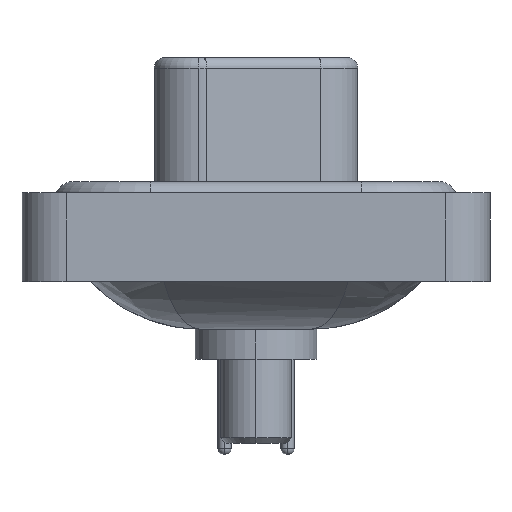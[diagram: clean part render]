
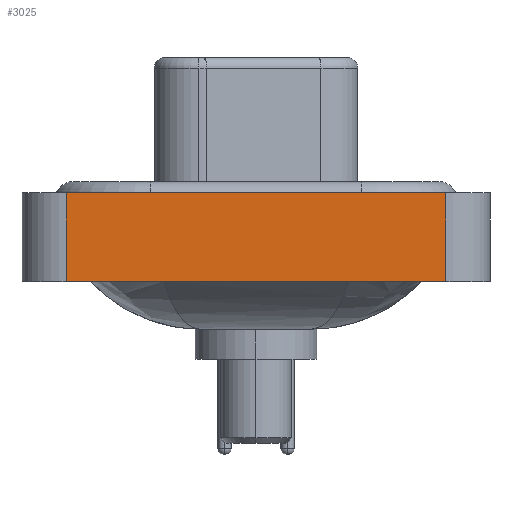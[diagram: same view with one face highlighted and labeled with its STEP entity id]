
A CAD part, left-side view. The second image highlights one B-rep face of the part: STEP entity #3025.
In plain terms, the highlighted planar face has unit normal (-1, 0, 0).
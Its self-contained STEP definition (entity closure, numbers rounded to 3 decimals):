
#134 = DIRECTION ( 'NONE',  ( 0., -1., 0. ) ) ;
#2506 = DIRECTION ( 'NONE',  ( -1., 0., 0. ) ) ;
#2572 = CARTESIAN_POINT ( 'NONE',  ( -7.35, 8.55, -3.6 ) ) ;
#2830 = EDGE_CURVE ( 'NONE', #17053, #12320, #10154, .T. ) ;
#3025 = ADVANCED_FACE ( 'NONE', ( #7491 ), #12610, .T. ) ;
#4393 = LINE ( 'NONE', #14377, #14319 ) ;
#4498 = DIRECTION ( 'NONE',  ( 0., -1., 0. ) ) ;
#5611 = DIRECTION ( 'NONE',  ( 0., 0., 1. ) ) ;
#6377 = AXIS2_PLACEMENT_3D ( 'NONE', #17656, #2506, #5611 ) ;
#6955 = CARTESIAN_POINT ( 'NONE',  ( -7.35, -8.55, 0.4 ) ) ;
#7491 = FACE_OUTER_BOUND ( 'NONE', #15718, .T. ) ;
#7926 = CARTESIAN_POINT ( 'NONE',  ( -7.35, 8.55, 0.4 ) ) ;
#8223 = EDGE_CURVE ( 'NONE', #15066, #15637, #4393, .T. ) ;
#10154 = LINE ( 'NONE', #6955, #16670 ) ;
#10261 = CARTESIAN_POINT ( 'NONE',  ( -7.35, 8.55, -3.6 ) ) ;
#11641 = EDGE_CURVE ( 'NONE', #15066, #17053, #15469, .T. ) ;
#12320 = VERTEX_POINT ( 'NONE', #18900 ) ;
#12610 = PLANE ( 'NONE',  #6377 ) ;
#13111 = ORIENTED_EDGE ( 'NONE', *, *, #8223, .T. ) ;
#14319 = VECTOR ( 'NONE', #4498, 1000. ) ;
#14377 = CARTESIAN_POINT ( 'NONE',  ( -7.35, -8.55, -3.6 ) ) ;
#14390 = VECTOR ( 'NONE', #18648, 1000. ) ;
#15066 = VERTEX_POINT ( 'NONE', #2572 ) ;
#15469 = LINE ( 'NONE', #10261, #14390 ) ;
#15637 = VERTEX_POINT ( 'NONE', #20184 ) ;
#15718 = EDGE_LOOP ( 'NONE', ( #17358, #21256, #18118, #13111 ) ) ;
#16051 = EDGE_CURVE ( 'NONE', #15637, #12320, #21394, .T. ) ;
#16214 = DIRECTION ( 'NONE',  ( 0., 0., 1. ) ) ;
#16215 = VECTOR ( 'NONE', #16214, 1000. ) ;
#16670 = VECTOR ( 'NONE', #134, 1000. ) ;
#17053 = VERTEX_POINT ( 'NONE', #7926 ) ;
#17358 = ORIENTED_EDGE ( 'NONE', *, *, #16051, .T. ) ;
#17656 = CARTESIAN_POINT ( 'NONE',  ( -7.35, -8.55, -3.6 ) ) ;
#17955 = CARTESIAN_POINT ( 'NONE',  ( -7.35, -8.55, -3.6 ) ) ;
#18118 = ORIENTED_EDGE ( 'NONE', *, *, #11641, .F. ) ;
#18648 = DIRECTION ( 'NONE',  ( 0., 0., 1. ) ) ;
#18900 = CARTESIAN_POINT ( 'NONE',  ( -7.35, -8.55, 0.4 ) ) ;
#20184 = CARTESIAN_POINT ( 'NONE',  ( -7.35, -8.55, -3.6 ) ) ;
#21256 = ORIENTED_EDGE ( 'NONE', *, *, #2830, .F. ) ;
#21394 = LINE ( 'NONE', #17955, #16215 ) ;
